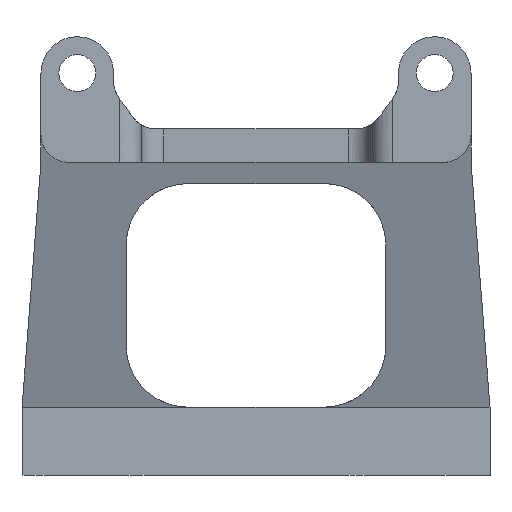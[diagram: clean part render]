
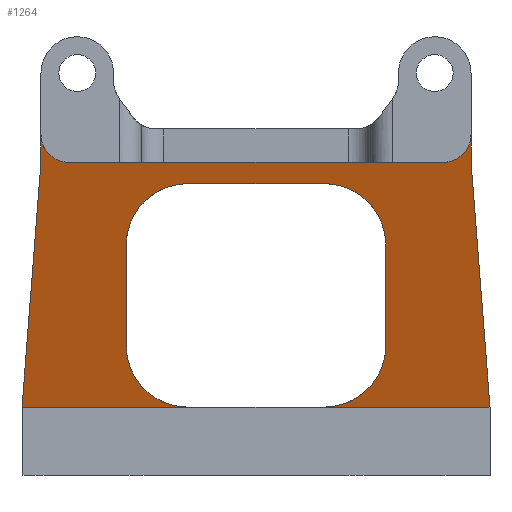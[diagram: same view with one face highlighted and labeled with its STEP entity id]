
A CAD part, left-side view. The second image highlights one B-rep face of the part: STEP entity #1264.
In plain terms, the highlighted planar face has unit normal (-0.953, 0, -0.304).
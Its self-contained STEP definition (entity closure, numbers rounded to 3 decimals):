
#29=ELLIPSE('',#1328,2.625,2.5);
#30=ELLIPSE('',#1332,2.625,2.5);
#31=ELLIPSE('',#1344,2.625,2.5);
#32=ELLIPSE('',#1352,2.625,2.5);
#34=ELLIPSE('',#1358,5.774,5.5);
#35=ELLIPSE('',#1361,5.774,5.5);
#37=ELLIPSE('',#1365,5.774,5.5);
#40=ELLIPSE('',#1370,5.774,5.5);
#53=PLANE('',#1372);
#97=FACE_OUTER_BOUND('',#167,.T.);
#167=EDGE_LOOP('',(#951,#952,#953,#954,#955,#956,#957,#958,#959,#960,#961,
#962,#963,#964,#965,#966,#967,#968,#969,#970));
#305=LINE('',#2001,#418);
#315=LINE('',#2025,#428);
#318=LINE('',#2036,#431);
#325=LINE('',#2057,#438);
#327=LINE('',#2061,#440);
#328=LINE('',#2062,#441);
#329=LINE('',#2064,#442);
#330=LINE('',#2066,#443);
#331=LINE('',#2067,#444);
#332=LINE('',#2069,#445);
#333=LINE('',#2071,#446);
#334=LINE('',#2072,#447);
#418=VECTOR('',#1568,10.);
#428=VECTOR('',#1588,10.);
#431=VECTOR('',#1599,10.);
#438=VECTOR('',#1622,10.);
#440=VECTOR('',#1626,10.);
#441=VECTOR('',#1627,10.);
#442=VECTOR('',#1628,10.);
#443=VECTOR('',#1629,10.);
#444=VECTOR('',#1630,10.);
#445=VECTOR('',#1631,10.);
#446=VECTOR('',#1632,10.);
#447=VECTOR('',#1633,10.);
#537=VERTEX_POINT('',#1933);
#538=VERTEX_POINT('',#1935);
#542=VERTEX_POINT('',#1945);
#554=VERTEX_POINT('',#1975);
#555=VERTEX_POINT('',#1977);
#560=VERTEX_POINT('',#1992);
#563=VERTEX_POINT('',#2000);
#569=VERTEX_POINT('',#2015);
#570=VERTEX_POINT('',#2017);
#572=VERTEX_POINT('',#2023);
#573=VERTEX_POINT('',#2027);
#574=VERTEX_POINT('',#2028);
#577=VERTEX_POINT('',#2039);
#578=VERTEX_POINT('',#2040);
#582=VERTEX_POINT('',#2053);
#583=VERTEX_POINT('',#2060);
#584=VERTEX_POINT('',#2063);
#585=VERTEX_POINT('',#2065);
#586=VERTEX_POINT('',#2068);
#587=VERTEX_POINT('',#2070);
#667=EDGE_CURVE('',#538,#537,#29,.T.);
#672=EDGE_CURVE('',#537,#542,#30,.T.);
#688=EDGE_CURVE('',#554,#555,#31,.F.);
#696=EDGE_CURVE('',#560,#555,#32,.T.);
#700=EDGE_CURVE('',#563,#560,#305,.T.);
#708=EDGE_CURVE('',#569,#570,#34,.T.);
#712=EDGE_CURVE('',#569,#572,#315,.T.);
#713=EDGE_CURVE('',#573,#574,#35,.T.);
#717=EDGE_CURVE('',#573,#570,#318,.T.);
#719=EDGE_CURVE('',#577,#578,#37,.F.);
#727=EDGE_CURVE('',#582,#572,#40,.T.);
#728=EDGE_CURVE('',#582,#577,#325,.T.);
#730=EDGE_CURVE('',#578,#583,#327,.T.);
#731=EDGE_CURVE('',#563,#583,#328,.T.);
#732=EDGE_CURVE('',#584,#554,#329,.T.);
#733=EDGE_CURVE('',#584,#585,#330,.T.);
#734=EDGE_CURVE('',#538,#585,#331,.T.);
#735=EDGE_CURVE('',#542,#586,#332,.T.);
#736=EDGE_CURVE('',#586,#587,#333,.T.);
#737=EDGE_CURVE('',#587,#574,#334,.T.);
#951=ORIENTED_EDGE('',*,*,#728,.T.);
#952=ORIENTED_EDGE('',*,*,#719,.T.);
#953=ORIENTED_EDGE('',*,*,#730,.T.);
#954=ORIENTED_EDGE('',*,*,#731,.F.);
#955=ORIENTED_EDGE('',*,*,#700,.T.);
#956=ORIENTED_EDGE('',*,*,#696,.T.);
#957=ORIENTED_EDGE('',*,*,#688,.F.);
#958=ORIENTED_EDGE('',*,*,#732,.F.);
#959=ORIENTED_EDGE('',*,*,#733,.T.);
#960=ORIENTED_EDGE('',*,*,#734,.F.);
#961=ORIENTED_EDGE('',*,*,#667,.T.);
#962=ORIENTED_EDGE('',*,*,#672,.T.);
#963=ORIENTED_EDGE('',*,*,#735,.T.);
#964=ORIENTED_EDGE('',*,*,#736,.T.);
#965=ORIENTED_EDGE('',*,*,#737,.T.);
#966=ORIENTED_EDGE('',*,*,#713,.F.);
#967=ORIENTED_EDGE('',*,*,#717,.T.);
#968=ORIENTED_EDGE('',*,*,#708,.F.);
#969=ORIENTED_EDGE('',*,*,#712,.T.);
#970=ORIENTED_EDGE('',*,*,#727,.F.);
#1264=ADVANCED_FACE('',(#97),#53,.F.);
#1328=AXIS2_PLACEMENT_3D('',#1936,#1501,#1502);
#1332=AXIS2_PLACEMENT_3D('',#1946,#1511,#1512);
#1344=AXIS2_PLACEMENT_3D('',#1978,#1542,#1543);
#1352=AXIS2_PLACEMENT_3D('',#1993,#1560,#1561);
#1358=AXIS2_PLACEMENT_3D('',#2018,#1581,#1582);
#1361=AXIS2_PLACEMENT_3D('',#2029,#1591,#1592);
#1365=AXIS2_PLACEMENT_3D('',#2041,#1603,#1604);
#1370=AXIS2_PLACEMENT_3D('',#2055,#1618,#1619);
#1372=AXIS2_PLACEMENT_3D('',#2059,#1624,#1625);
#1501=DIRECTION('center_axis',(0.953,0.,0.304));
#1502=DIRECTION('ref_axis',(0.304,0.,-0.953));
#1511=DIRECTION('center_axis',(-0.953,0.,
-0.304));
#1512=DIRECTION('ref_axis',(-0.304,0.,0.953));
#1542=DIRECTION('center_axis',(0.953,0.,0.304));
#1543=DIRECTION('ref_axis',(0.304,0.,-0.953));
#1560=DIRECTION('center_axis',(-0.953,0.,
-0.304));
#1561=DIRECTION('ref_axis',(-0.304,0.,0.953));
#1568=DIRECTION('',(-0.304,0.,0.953));
#1581=DIRECTION('center_axis',(-0.953,0.,
-0.304));
#1582=DIRECTION('ref_axis',(-0.304,0.,0.953));
#1588=DIRECTION('',(0.,-1.,0.));
#1591=DIRECTION('center_axis',(-0.953,0.,
-0.304));
#1592=DIRECTION('ref_axis',(0.304,0.,-0.953));
#1599=DIRECTION('',(-0.304,0.,0.953));
#1603=DIRECTION('center_axis',(-0.953,0.,
-0.304));
#1604=DIRECTION('ref_axis',(0.304,0.,-0.953));
#1618=DIRECTION('center_axis',(-0.953,0.,
-0.304));
#1619=DIRECTION('ref_axis',(-0.304,0.,0.953));
#1622=DIRECTION('',(0.304,0.,-0.953));
#1624=DIRECTION('center_axis',(0.953,0.,0.304));
#1625=DIRECTION('ref_axis',(0.304,0.,-0.953));
#1626=DIRECTION('',(0.,-1.,0.));
#1627=DIRECTION('',(0.304,-0.074,-0.95));
#1628=DIRECTION('',(0.,-1.,0.));
#1629=DIRECTION('',(0.,1.,0.));
#1630=DIRECTION('',(0.,-1.,0.));
#1631=DIRECTION('',(0.304,0.,-0.953));
#1632=DIRECTION('',(0.304,0.074,-0.95));
#1633=DIRECTION('',(0.,-1.,0.));
#1933=CARTESIAN_POINT('',(6.233,19.248,-5.6));
#1935=CARTESIAN_POINT('',(7.,16.75,-8.));
#1936=CARTESIAN_POINT('Origin',(6.201,16.75,-5.5));
#1945=CARTESIAN_POINT('',(6.265,19.25,-5.701));
#1946=CARTESIAN_POINT('Origin',(6.265,16.75,-5.701));
#1975=CARTESIAN_POINT('',(7.,-16.75,-8.));
#1977=CARTESIAN_POINT('',(6.233,-19.248,-5.6));
#1978=CARTESIAN_POINT('Origin',(6.201,-16.75,-5.5));
#1992=CARTESIAN_POINT('',(6.265,-19.25,-5.701));
#1993=CARTESIAN_POINT('Origin',(6.265,-16.75,-5.701));
#2000=CARTESIAN_POINT('',(7.,-19.25,-8.));
#2001=CARTESIAN_POINT('',(5.516,-19.25,-3.356));
#2015=CARTESIAN_POINT('',(7.607,6.12,-9.9));
#2017=CARTESIAN_POINT('',(9.365,11.62,-15.4));
#2018=CARTESIAN_POINT('Origin',(9.365,6.12,-15.4));
#2023=CARTESIAN_POINT('',(7.607,-6.12,-9.9));
#2025=CARTESIAN_POINT('',(7.607,3.815,-9.9));
#2027=CARTESIAN_POINT('',(12.242,11.62,-24.4));
#2028=CARTESIAN_POINT('',(14.,6.12,-29.9));
#2029=CARTESIAN_POINT('Origin',(12.242,6.12,-24.4));
#2036=CARTESIAN_POINT('',(7.832,11.62,-10.602));
#2039=CARTESIAN_POINT('',(12.242,-11.62,-24.4));
#2040=CARTESIAN_POINT('',(14.,-6.12,-29.9));
#2041=CARTESIAN_POINT('Origin',(12.242,-6.12,-24.4));
#2053=CARTESIAN_POINT('',(9.365,-11.62,-15.4));
#2055=CARTESIAN_POINT('Origin',(9.365,-6.12,-15.4));
#2057=CARTESIAN_POINT('',(10.732,-11.62,-19.675));
#2059=CARTESIAN_POINT('Origin',(7.,19.25,-8.));
#2060=CARTESIAN_POINT('',(14.,-20.945,-29.9));
#2061=CARTESIAN_POINT('',(14.,20.945,-29.9));
#2062=CARTESIAN_POINT('',(7.,-19.25,-8.));
#2063=CARTESIAN_POINT('',(7.,-8.25,-8.));
#2064=CARTESIAN_POINT('',(7.,0.,-8.));
#2065=CARTESIAN_POINT('',(7.,8.25,-8.));
#2066=CARTESIAN_POINT('',(7.,-4.5,-8.));
#2067=CARTESIAN_POINT('',(7.,0.,-8.));
#2068=CARTESIAN_POINT('',(7.,19.25,-8.));
#2069=CARTESIAN_POINT('',(6.676,19.25,-6.985));
#2070=CARTESIAN_POINT('',(14.,20.945,-29.9));
#2071=CARTESIAN_POINT('',(7.,19.25,-8.));
#2072=CARTESIAN_POINT('',(14.,20.945,-29.9));
